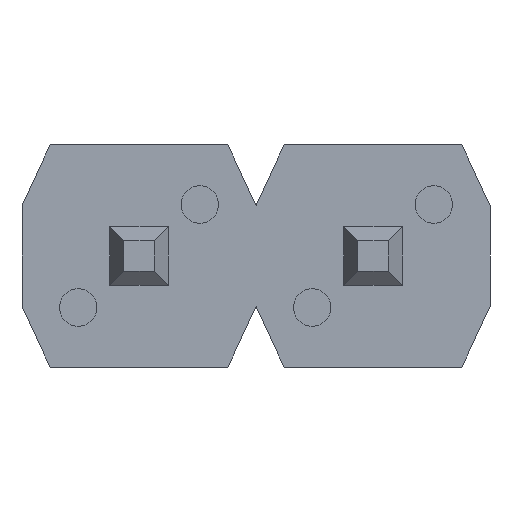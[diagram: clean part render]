
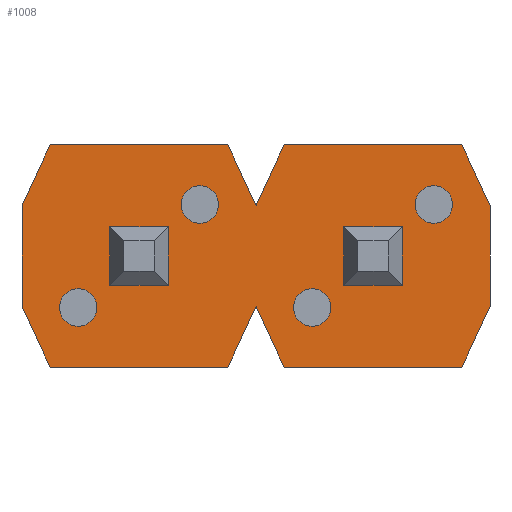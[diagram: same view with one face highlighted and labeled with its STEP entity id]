
A CAD part, front view. The second image highlights one B-rep face of the part: STEP entity #1008.
In plain terms, the highlighted planar face has unit normal (0, -1, 0).
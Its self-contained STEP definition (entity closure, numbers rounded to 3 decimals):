
#1=DIRECTION('',(0.419,0.,-0.908));
#2=VECTOR('',#1,0.727);
#3=CARTESIAN_POINT('',(0.965,0.,1.207));
#4=LINE('980',#3,#2);
#5=DIRECTION('',(0.419,0.,0.908));
#6=VECTOR('',#5,0.727);
#7=CARTESIAN_POINT('',(1.27,0.,0.546));
#8=LINE('993',#7,#6);
#9=DIRECTION('',(0.419,0.,-0.908));
#10=VECTOR('',#9,0.727);
#11=CARTESIAN_POINT('',(3.505,0.,1.207));
#12=LINE('991',#11,#10);
#13=DIRECTION('',(-0.419,0.,-0.908));
#14=VECTOR('',#13,0.727);
#15=CARTESIAN_POINT('',(3.81,0.,-0.546));
#16=LINE('989',#15,#14);
#17=DIRECTION('',(-0.419,0.,0.908));
#18=VECTOR('',#17,0.727);
#19=CARTESIAN_POINT('',(1.575,0.,-1.207));
#20=LINE('987',#19,#18);
#21=DIRECTION('',(-0.419,0.,-0.908));
#22=VECTOR('',#21,0.727);
#23=CARTESIAN_POINT('',(1.27,0.,-0.546));
#24=LINE('986',#23,#22);
#25=DIRECTION('',(-0.419,0.,0.908));
#26=VECTOR('',#25,0.727);
#27=CARTESIAN_POINT('',(-0.965,0.,-1.207));
#28=LINE('984',#27,#26);
#29=DIRECTION('',(0.419,0.,0.908));
#30=VECTOR('',#29,0.727);
#31=CARTESIAN_POINT('',(-1.27,0.,0.546));
#32=LINE('982',#31,#30);
#33=CARTESIAN_POINT('',(1.88,0.,-0.559));
#34=DIRECTION('',(0.,-1.,0.));
#35=DIRECTION('',(1.,0.,0.));
#36=AXIS2_PLACEMENT_3D('',#33,#34,#35);
#38=CARTESIAN_POINT('',(1.88,0.,-0.559));
#39=DIRECTION('',(0.,-1.,0.));
#40=DIRECTION('',(-1.,0.,0.));
#41=AXIS2_PLACEMENT_3D('',#38,#39,#40);
#43=CARTESIAN_POINT('',(3.2,0.,0.559));
#44=DIRECTION('',(0.,-1.,0.));
#45=DIRECTION('',(1.,0.,0.));
#46=AXIS2_PLACEMENT_3D('',#43,#44,#45);
#48=CARTESIAN_POINT('',(3.2,0.,0.559));
#49=DIRECTION('',(0.,-1.,0.));
#50=DIRECTION('',(-1.,0.,0.));
#51=AXIS2_PLACEMENT_3D('',#48,#49,#50);
#53=CARTESIAN_POINT('',(0.66,0.,0.559));
#54=DIRECTION('',(0.,-1.,0.));
#55=DIRECTION('',(1.,0.,0.));
#56=AXIS2_PLACEMENT_3D('',#53,#54,#55);
#58=CARTESIAN_POINT('',(0.66,0.,0.559));
#59=DIRECTION('',(0.,-1.,0.));
#60=DIRECTION('',(-1.,0.,0.));
#61=AXIS2_PLACEMENT_3D('',#58,#59,#60);
#63=CARTESIAN_POINT('',(-0.66,0.,-0.559));
#64=DIRECTION('',(0.,-1.,0.));
#65=DIRECTION('',(1.,0.,0.));
#66=AXIS2_PLACEMENT_3D('',#63,#64,#65);
#68=CARTESIAN_POINT('',(-0.66,0.,-0.559));
#69=DIRECTION('',(0.,-1.,0.));
#70=DIRECTION('',(-1.,0.,0.));
#71=AXIS2_PLACEMENT_3D('',#68,#69,#70);
#161=DIRECTION('',(1.,0.,0.));
#162=VECTOR('',#161,1.93);
#163=CARTESIAN_POINT('',(1.575,0.,-1.207));
#164=LINE('988',#163,#162);
#173=DIRECTION('',(0.,0.,1.));
#174=VECTOR('',#173,1.092);
#175=CARTESIAN_POINT('',(3.81,0.,-0.546));
#176=LINE('990',#175,#174);
#189=DIRECTION('',(-1.,0.,0.));
#190=VECTOR('',#189,1.93);
#191=CARTESIAN_POINT('',(3.505,0.,1.207));
#192=LINE('992',#191,#190);
#209=DIRECTION('',(1.,0.,0.));
#210=VECTOR('',#209,1.93);
#211=CARTESIAN_POINT('',(-0.965,0.,-1.207));
#212=LINE('985',#211,#210);
#217=DIRECTION('',(0.,0.,-1.));
#218=VECTOR('',#217,1.092);
#219=CARTESIAN_POINT('',(-1.27,0.,0.546));
#220=LINE('983',#219,#218);
#237=DIRECTION('',(-1.,0.,0.));
#238=VECTOR('',#237,1.93);
#239=CARTESIAN_POINT('',(0.965,0.,1.207));
#240=LINE('981',#239,#238);
#553=DIRECTION('',(0.,0.,1.));
#554=VECTOR('',#553,0.635);
#555=CARTESIAN_POINT('',(-0.318,0.,-0.318));
#556=LINE('1070',#555,#554);
#557=DIRECTION('',(1.,0.,0.));
#558=VECTOR('',#557,0.635);
#559=CARTESIAN_POINT('',(-0.318,0.,0.318));
#560=LINE('1071',#559,#558);
#565=DIRECTION('',(0.,0.,-1.));
#566=VECTOR('',#565,0.635);
#567=CARTESIAN_POINT('',(0.318,0.,0.318));
#568=LINE('1072',#567,#566);
#573=DIRECTION('',(-1.,0.,0.));
#574=VECTOR('',#573,0.635);
#575=CARTESIAN_POINT('',(0.318,0.,-0.318));
#576=LINE('1073',#575,#574);
#633=DIRECTION('',(0.,0.,1.));
#634=VECTOR('',#633,0.635);
#635=CARTESIAN_POINT('',(2.223,0.,-0.318));
#636=LINE('1074',#635,#634);
#637=DIRECTION('',(1.,0.,0.));
#638=VECTOR('',#637,0.635);
#639=CARTESIAN_POINT('',(2.223,0.,0.318));
#640=LINE('1075',#639,#638);
#645=DIRECTION('',(0.,0.,-1.));
#646=VECTOR('',#645,0.635);
#647=CARTESIAN_POINT('',(2.858,0.,0.318));
#648=LINE('1076',#647,#646);
#653=DIRECTION('',(-1.,0.,0.));
#654=VECTOR('',#653,0.635);
#655=CARTESIAN_POINT('',(2.858,0.,-0.318));
#656=LINE('1077',#655,#654);
#762=CARTESIAN_POINT('',(-0.318,0.,0.318));
#764=VERTEX_POINT('',#762);
#767=CARTESIAN_POINT('',(-0.318,0.,-0.318));
#768=VERTEX_POINT('',#767);
#770=CARTESIAN_POINT('',(0.318,0.,0.318));
#772=VERTEX_POINT('',#770);
#774=CARTESIAN_POINT('',(0.318,0.,-0.318));
#776=VERTEX_POINT('',#774);
#786=CARTESIAN_POINT('',(2.223,0.,0.318));
#788=VERTEX_POINT('',#786);
#791=CARTESIAN_POINT('',(2.223,0.,-0.318));
#792=VERTEX_POINT('',#791);
#794=CARTESIAN_POINT('',(2.858,0.,0.318));
#796=VERTEX_POINT('',#794);
#798=CARTESIAN_POINT('',(2.858,0.,-0.318));
#800=VERTEX_POINT('',#798);
#809=CARTESIAN_POINT('',(0.965,0.,1.207));
#810=CARTESIAN_POINT('',(1.27,0.,0.546));
#811=VERTEX_POINT('',#809);
#812=VERTEX_POINT('',#810);
#813=CARTESIAN_POINT('',(-0.965,0.,1.207));
#814=VERTEX_POINT('',#813);
#815=CARTESIAN_POINT('',(-1.27,0.,0.546));
#816=VERTEX_POINT('',#815);
#817=CARTESIAN_POINT('',(-1.27,0.,-0.546));
#818=VERTEX_POINT('',#817);
#819=CARTESIAN_POINT('',(-0.965,0.,-1.207));
#820=VERTEX_POINT('',#819);
#821=CARTESIAN_POINT('',(0.965,0.,-1.207));
#822=VERTEX_POINT('',#821);
#823=CARTESIAN_POINT('',(1.27,0.,-0.546));
#824=VERTEX_POINT('',#823);
#825=CARTESIAN_POINT('',(1.575,0.,-1.207));
#826=VERTEX_POINT('',#825);
#827=CARTESIAN_POINT('',(3.505,0.,-1.207));
#828=VERTEX_POINT('',#827);
#829=CARTESIAN_POINT('',(3.81,0.,-0.546));
#830=VERTEX_POINT('',#829);
#831=CARTESIAN_POINT('',(3.81,0.,0.546));
#832=VERTEX_POINT('',#831);
#833=CARTESIAN_POINT('',(3.505,0.,1.207));
#834=VERTEX_POINT('',#833);
#835=CARTESIAN_POINT('',(1.575,0.,1.207));
#836=VERTEX_POINT('',#835);
#837=CARTESIAN_POINT('',(2.083,0.,-0.559));
#838=CARTESIAN_POINT('',(1.676,0.,-0.559));
#839=VERTEX_POINT('',#837);
#840=VERTEX_POINT('',#838);
#841=CARTESIAN_POINT('',(3.404,0.,0.559));
#842=CARTESIAN_POINT('',(2.997,0.,0.559));
#843=VERTEX_POINT('',#841);
#844=VERTEX_POINT('',#842);
#845=CARTESIAN_POINT('',(0.864,0.,0.559));
#846=CARTESIAN_POINT('',(0.457,0.,0.559));
#847=VERTEX_POINT('',#845);
#848=VERTEX_POINT('',#846);
#849=CARTESIAN_POINT('',(-0.457,0.,-0.559));
#850=CARTESIAN_POINT('',(-0.864,0.,-0.559));
#851=VERTEX_POINT('',#849);
#852=VERTEX_POINT('',#850);
#929=CARTESIAN_POINT('',(1.27,0.,0.));
#930=DIRECTION('',(0.,1.,0.));
#931=DIRECTION('',(1.,0.,0.));
#932=AXIS2_PLACEMENT_3D('',#929,#930,#931);
#933=PLANE('840',#932);
#935=ORIENTED_EDGE('980',*,*,#934,.T.);
#937=ORIENTED_EDGE('993',*,*,#936,.T.);
#939=ORIENTED_EDGE('992',*,*,#938,.F.);
#941=ORIENTED_EDGE('991',*,*,#940,.T.);
#943=ORIENTED_EDGE('990',*,*,#942,.F.);
#945=ORIENTED_EDGE('989',*,*,#944,.T.);
#947=ORIENTED_EDGE('988',*,*,#946,.F.);
#949=ORIENTED_EDGE('987',*,*,#948,.T.);
#951=ORIENTED_EDGE('986',*,*,#950,.T.);
#953=ORIENTED_EDGE('985',*,*,#952,.F.);
#955=ORIENTED_EDGE('984',*,*,#954,.T.);
#957=ORIENTED_EDGE('983',*,*,#956,.F.);
#959=ORIENTED_EDGE('982',*,*,#958,.T.);
#961=ORIENTED_EDGE('981',*,*,#960,.F.);
#962=EDGE_LOOP('840',(#935,#937,#939,#941,#943,#945,#947,#949,#951,#953,#955,
#957,#959,#961));
#963=FACE_OUTER_BOUND('840',#962,.F.);
#965=ORIENTED_EDGE('994',*,*,#964,.T.);
#967=ORIENTED_EDGE('995',*,*,#966,.T.);
#968=EDGE_LOOP('840',(#965,#967));
#969=FACE_BOUND('840',#968,.F.);
#971=ORIENTED_EDGE('996',*,*,#970,.T.);
#973=ORIENTED_EDGE('997',*,*,#972,.T.);
#974=EDGE_LOOP('840',(#971,#973));
#975=FACE_BOUND('840',#974,.F.);
#977=ORIENTED_EDGE('998',*,*,#976,.T.);
#979=ORIENTED_EDGE('999',*,*,#978,.T.);
#980=EDGE_LOOP('840',(#977,#979));
#981=FACE_BOUND('840',#980,.F.);
#983=ORIENTED_EDGE('1000',*,*,#982,.T.);
#985=ORIENTED_EDGE('1001',*,*,#984,.T.);
#986=EDGE_LOOP('840',(#983,#985));
#987=FACE_BOUND('840',#986,.F.);
#989=ORIENTED_EDGE('1070',*,*,#988,.F.);
#991=ORIENTED_EDGE('1073',*,*,#990,.F.);
#993=ORIENTED_EDGE('1072',*,*,#992,.F.);
#995=ORIENTED_EDGE('1071',*,*,#994,.F.);
#996=EDGE_LOOP('840',(#989,#991,#993,#995));
#997=FACE_BOUND('840',#996,.F.);
#999=ORIENTED_EDGE('1074',*,*,#998,.F.);
#1001=ORIENTED_EDGE('1077',*,*,#1000,.F.);
#1003=ORIENTED_EDGE('1076',*,*,#1002,.F.);
#1005=ORIENTED_EDGE('1075',*,*,#1004,.F.);
#1006=EDGE_LOOP('840',(#999,#1001,#1003,#1005));
#1007=FACE_BOUND('840',#1006,.F.);
#1008=ADVANCED_FACE('840',(#963,#969,#975,#981,#987,#997,#1007),#933,.F.);
#37=CIRCLE('994',#36,0.203);
#42=CIRCLE('995',#41,0.203);
#47=CIRCLE('996',#46,0.203);
#52=CIRCLE('997',#51,0.203);
#57=CIRCLE('998',#56,0.203);
#62=CIRCLE('999',#61,0.203);
#67=CIRCLE('1000',#66,0.203);
#72=CIRCLE('1001',#71,0.203);
#934=EDGE_CURVE('980',#811,#812,#4,.T.);
#936=EDGE_CURVE('993',#812,#836,#8,.T.);
#938=EDGE_CURVE('992',#834,#836,#192,.T.);
#940=EDGE_CURVE('991',#834,#832,#12,.T.);
#942=EDGE_CURVE('990',#830,#832,#176,.T.);
#944=EDGE_CURVE('989',#830,#828,#16,.T.);
#946=EDGE_CURVE('988',#826,#828,#164,.T.);
#948=EDGE_CURVE('987',#826,#824,#20,.T.);
#950=EDGE_CURVE('986',#824,#822,#24,.T.);
#952=EDGE_CURVE('985',#820,#822,#212,.T.);
#954=EDGE_CURVE('984',#820,#818,#28,.T.);
#956=EDGE_CURVE('983',#816,#818,#220,.T.);
#958=EDGE_CURVE('982',#816,#814,#32,.T.);
#960=EDGE_CURVE('981',#811,#814,#240,.T.);
#964=EDGE_CURVE('994',#839,#840,#37,.T.);
#966=EDGE_CURVE('995',#840,#839,#42,.T.);
#970=EDGE_CURVE('996',#843,#844,#47,.T.);
#972=EDGE_CURVE('997',#844,#843,#52,.T.);
#976=EDGE_CURVE('998',#847,#848,#57,.T.);
#978=EDGE_CURVE('999',#848,#847,#62,.T.);
#982=EDGE_CURVE('1000',#851,#852,#67,.T.);
#984=EDGE_CURVE('1001',#852,#851,#72,.T.);
#988=EDGE_CURVE('1070',#768,#764,#556,.T.);
#990=EDGE_CURVE('1073',#776,#768,#576,.T.);
#992=EDGE_CURVE('1072',#772,#776,#568,.T.);
#994=EDGE_CURVE('1071',#764,#772,#560,.T.);
#998=EDGE_CURVE('1074',#792,#788,#636,.T.);
#1000=EDGE_CURVE('1077',#800,#792,#656,.T.);
#1002=EDGE_CURVE('1076',#796,#800,#648,.T.);
#1004=EDGE_CURVE('1075',#788,#796,#640,.T.);
